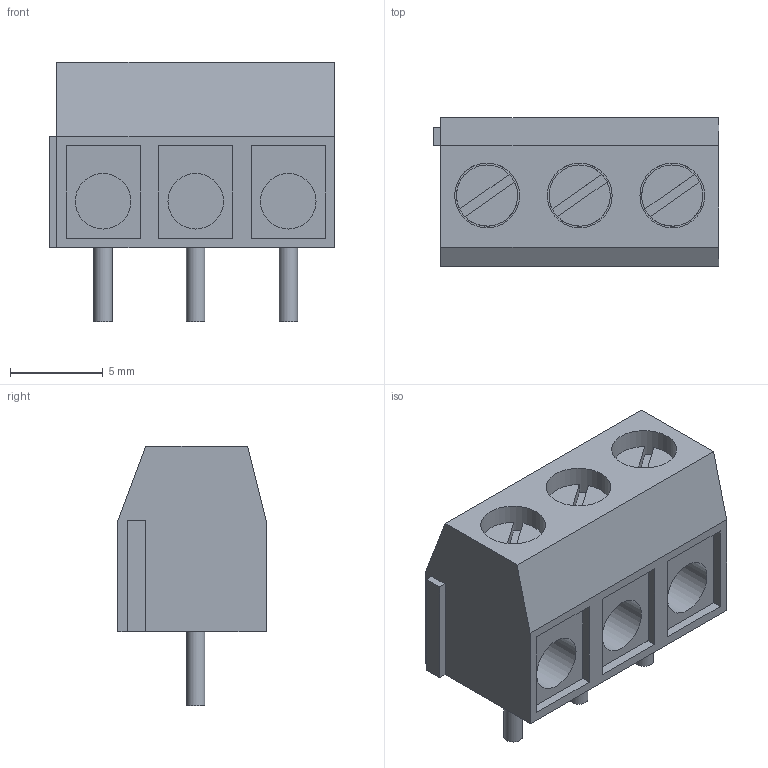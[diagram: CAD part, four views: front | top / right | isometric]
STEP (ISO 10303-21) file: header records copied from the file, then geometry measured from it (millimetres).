
FILE_DESCRIPTION(('FreeCAD Model'),'2;1');
FILE_NAME('Open CASCADE Shape Model','2024-12-28T13:43:16',(''),(''), 'Open CASCADE STEP processor 7.8','FreeCAD','Unknown');
FILE_SCHEMA(('AUTOMOTIVE_DESIGN { 1 0 10303 214 1 1 1 1 }'));
Length unit declared in the file: millimetre
Products named in the file (4): screw-terminal_3-pin; terminal-case001; 3-terminal-inserts; terminal001
Assembly tree (5 placements, depth 3):
  screw-terminal_3-pin
    terminal-case001
    3-terminal-inserts
      terminal001  x3
Bounding box: 15.4 x 8 x 14 mm (x, y, z)
Volume: 925.5 mm3; surface area: 1988.4 mm2
Topology: 4 solids, 4 shells, 87 faces, 201 edges, 134 vertices
Faces by surface type: plane 70, cylinder 17
Full cylindrical faces by diameter (mm): 1 x5, 3 x3, 3.3 x6, 3.5 x3
Entity records: 1671 total; most frequent: CARTESIAN_POINT 274, DIRECTION 269, ORIENTED_EDGE 258, EDGE_CURVE 129, LINE 107, VECTOR 107, VERTEX_POINT 86, AXIS2_PLACEMENT_3D 81
